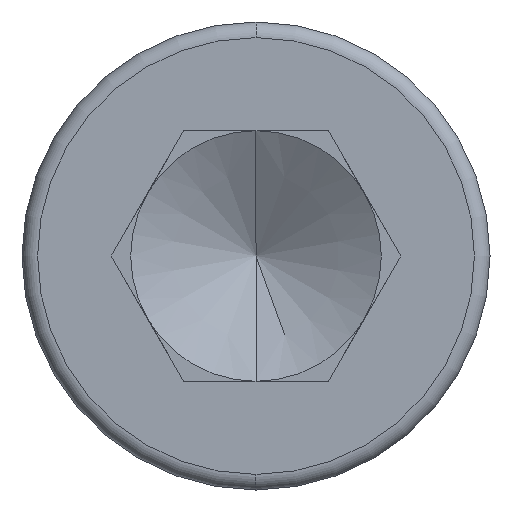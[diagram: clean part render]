
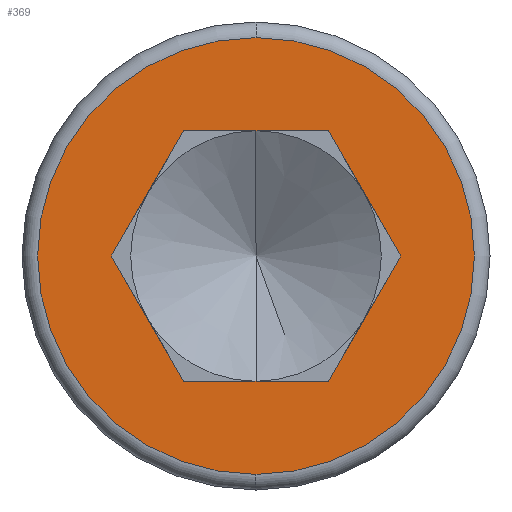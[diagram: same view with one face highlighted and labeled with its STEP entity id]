
A CAD part, left-side view. The second image highlights one B-rep face of the part: STEP entity #369.
In plain terms, the highlighted planar face has unit normal (-1, 0, 0).
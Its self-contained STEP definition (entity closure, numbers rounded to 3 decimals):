
#9 = VERTEX_POINT ( 'NONE', #304 ) ;
#24 = DIRECTION ( 'NONE',  ( 0., 1., 0. ) ) ;
#47 = EDGE_CURVE ( 'NONE', #446, #503, #171, .T. ) ;
#53 = DIRECTION ( 'NONE',  ( -1., 0., 0. ) ) ;
#62 = VECTOR ( 'NONE', #521, 1000. ) ;
#72 = LINE ( 'NONE', #165, #716 ) ;
#85 = FACE_OUTER_BOUND ( 'NONE', #586, .T. ) ;
#97 = VERTEX_POINT ( 'NONE', #287 ) ;
#107 = LINE ( 'NONE', #518, #449 ) ;
#123 = PLANE ( 'NONE',  #344 ) ;
#126 = VECTOR ( 'NONE', #579, 1000. ) ;
#127 = VERTEX_POINT ( 'NONE', #732 ) ;
#134 = DIRECTION ( 'NONE',  ( -1., 0., 0. ) ) ;
#139 = EDGE_CURVE ( 'NONE', #97, #315, #371, .T. ) ;
#144 = ORIENTED_EDGE ( 'NONE', *, *, #286, .T. ) ;
#154 = DIRECTION ( 'NONE',  ( 0., -0.5, 0.866 ) ) ;
#165 = CARTESIAN_POINT ( 'NONE',  ( 0., -5.564, 9.638 ) ) ;
#170 = CARTESIAN_POINT ( 'NONE',  ( 0., 0., 0. ) ) ;
#171 = CIRCLE ( 'NONE', #575, 16.8 ) ;
#180 = DIRECTION ( 'NONE',  ( 0., 0.5, -0.866 ) ) ;
#207 = CARTESIAN_POINT ( 'NONE',  ( 0., -11.128, 0. ) ) ;
#214 = ORIENTED_EDGE ( 'NONE', *, *, #703, .T. ) ;
#221 = CARTESIAN_POINT ( 'NONE',  ( 0., 0., 0. ) ) ;
#234 = DIRECTION ( 'NONE',  ( 0., 0., 1. ) ) ;
#264 = CARTESIAN_POINT ( 'NONE',  ( 0., 0., 0. ) ) ;
#281 = ORIENTED_EDGE ( 'NONE', *, *, #139, .F. ) ;
#286 = EDGE_CURVE ( 'NONE', #127, #738, #107, .T. ) ;
#287 = CARTESIAN_POINT ( 'NONE',  ( 0., 5.564, -9.638 ) ) ;
#291 = CARTESIAN_POINT ( 'NONE',  ( 0., 5.564, 9.637 ) ) ;
#293 = AXIS2_PLACEMENT_3D ( 'NONE', #221, #53, #599 ) ;
#297 = CARTESIAN_POINT ( 'NONE',  ( 0., 0., -16.8 ) ) ;
#304 = CARTESIAN_POINT ( 'NONE',  ( 0., -5.564, 9.638 ) ) ;
#309 = EDGE_LOOP ( 'NONE', ( #144, #649, #772, #214, #281, #312 ) ) ;
#312 = ORIENTED_EDGE ( 'NONE', *, *, #322, .F. ) ;
#315 = VERTEX_POINT ( 'NONE', #635 ) ;
#322 = EDGE_CURVE ( 'NONE', #127, #97, #742, .T. ) ;
#333 = LINE ( 'NONE', #397, #62 ) ;
#344 = AXIS2_PLACEMENT_3D ( 'NONE', #264, #134, #234 ) ;
#350 = CARTESIAN_POINT ( 'NONE',  ( 0., 11.128, 0. ) ) ;
#369 = ADVANCED_FACE ( 'NONE', ( #377, #85 ), #123, .T. ) ;
#371 = LINE ( 'NONE', #785, #126 ) ;
#377 = FACE_BOUND ( 'NONE', #309, .T. ) ;
#397 = CARTESIAN_POINT ( 'NONE',  ( 0., -5.564, 9.638 ) ) ;
#400 = EDGE_CURVE ( 'NONE', #9, #738, #72, .T. ) ;
#446 = VERTEX_POINT ( 'NONE', #656 ) ;
#449 = VECTOR ( 'NONE', #154, 1000. ) ;
#469 = DIRECTION ( 'NONE',  ( 0., -0.5, -0.866 ) ) ;
#470 = DIRECTION ( 'NONE',  ( -1., 0., 0. ) ) ;
#503 = VERTEX_POINT ( 'NONE', #297 ) ;
#518 = CARTESIAN_POINT ( 'NONE',  ( 0., 11.128, 0. ) ) ;
#521 = DIRECTION ( 'NONE',  ( 0., -0.5, -0.866 ) ) ;
#530 = LINE ( 'NONE', #709, #593 ) ;
#537 = EDGE_CURVE ( 'NONE', #9, #569, #333, .T. ) ;
#564 = EDGE_CURVE ( 'NONE', #503, #446, #639, .T. ) ;
#569 = VERTEX_POINT ( 'NONE', #207 ) ;
#575 = AXIS2_PLACEMENT_3D ( 'NONE', #170, #470, #730 ) ;
#579 = DIRECTION ( 'NONE',  ( 0., -1., 0. ) ) ;
#586 = EDGE_LOOP ( 'NONE', ( #747, #591 ) ) ;
#591 = ORIENTED_EDGE ( 'NONE', *, *, #564, .T. ) ;
#593 = VECTOR ( 'NONE', #180, 1000. ) ;
#599 = DIRECTION ( 'NONE',  ( 0., 0., 1. ) ) ;
#635 = CARTESIAN_POINT ( 'NONE',  ( 0., -5.564, -9.637 ) ) ;
#639 = CIRCLE ( 'NONE', #293, 16.8 ) ;
#649 = ORIENTED_EDGE ( 'NONE', *, *, #400, .F. ) ;
#656 = CARTESIAN_POINT ( 'NONE',  ( 0., 0., 16.8 ) ) ;
#671 = VECTOR ( 'NONE', #469, 1000. ) ;
#703 = EDGE_CURVE ( 'NONE', #569, #315, #530, .T. ) ;
#709 = CARTESIAN_POINT ( 'NONE',  ( 0., -11.128, 0. ) ) ;
#716 = VECTOR ( 'NONE', #24, 1000. ) ;
#730 = DIRECTION ( 'NONE',  ( 0., 0., 1. ) ) ;
#732 = CARTESIAN_POINT ( 'NONE',  ( 0., 11.128, 0. ) ) ;
#738 = VERTEX_POINT ( 'NONE', #291 ) ;
#742 = LINE ( 'NONE', #350, #671 ) ;
#747 = ORIENTED_EDGE ( 'NONE', *, *, #47, .T. ) ;
#772 = ORIENTED_EDGE ( 'NONE', *, *, #537, .T. ) ;
#785 = CARTESIAN_POINT ( 'NONE',  ( 0., 5.564, -9.638 ) ) ;
